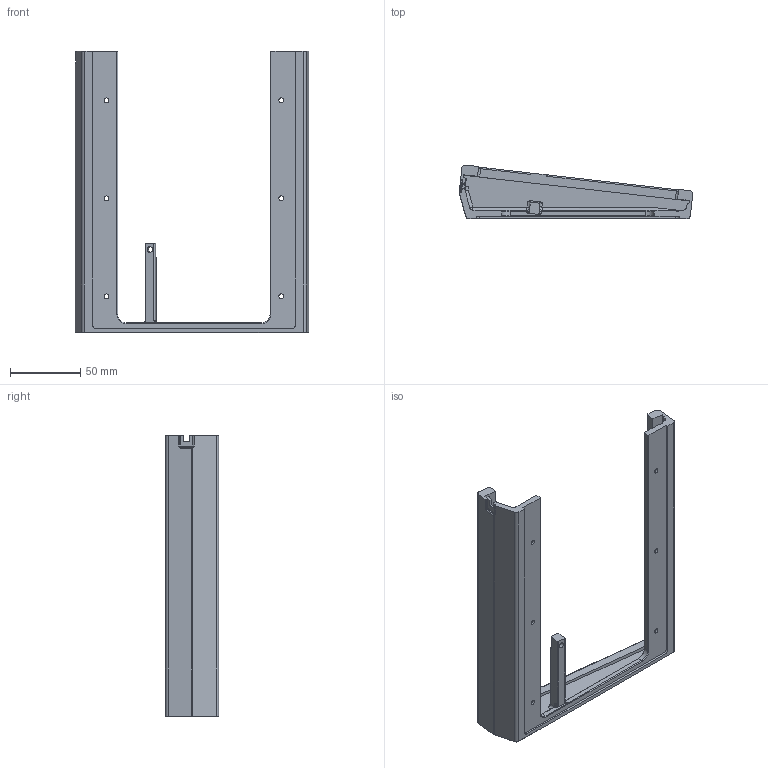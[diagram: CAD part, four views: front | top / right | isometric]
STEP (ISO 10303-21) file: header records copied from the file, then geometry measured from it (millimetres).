
FILE_DESCRIPTION(/* description */ ('Alibre Inc.'),/* implementation_level */ '2;1');
FILE_NAME(/* name */ 'export-C46FD36B-EDA3-4234-8C75-56E46C33A6B7',/* time_stamp */ '2026-01-17T01:55:37-05:00',/* author */ (''),/* organization */ (''),/* preprocessor_version */ 'ST-DEVELOPER v17',/* originating_system */ 'Alibre',/* authorisation */ '');
FILE_SCHEMA (('AUTOMOTIVE_DESIGN'));
Length unit declared in the file: millimetre
Bounding box: 166.85 x 38.08 x 201 mm (x, y, z)
Volume: 123889.2 mm3; surface area: 63342.6 mm2
Topology: 1 solids, 1 shells, 234 faces, 629 edges, 394 vertices
Faces by surface type: plane 109, cylinder 84, torus 21, cone 10, bspline 6, sphere 4
Full cylindrical faces by diameter (mm): 3.4 x11, 4 x1, 6.2 x5
Entity records: 7576 total; most frequent: CARTESIAN_POINT 1959, ORIENTED_EDGE 1184, DIRECTION 1069, EDGE_CURVE 592, AXIS2_PLACEMENT_3D 418, VERTEX_POINT 383, VECTOR 356, LINE 356
